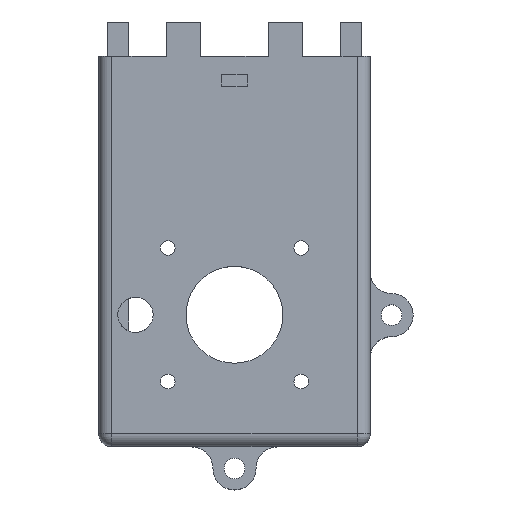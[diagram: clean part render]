
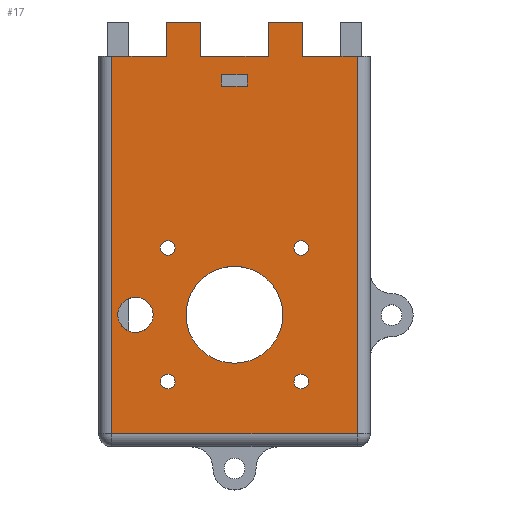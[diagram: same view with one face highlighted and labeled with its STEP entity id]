
A CAD part, top view. The second image highlights one B-rep face of the part: STEP entity #17.
In plain terms, the highlighted planar face has unit normal (0, 0, 1).
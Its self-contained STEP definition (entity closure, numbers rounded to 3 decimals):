
#17 = ADVANCED_FACE('',(#18,#116,#127,#138,#149,#160,#171,#205),#216,.T.
  );
#18 = FACE_BOUND('',#19,.F.);
#19 = EDGE_LOOP('',(#20,#30,#38,#46,#54,#62,#70,#78,#86,#94,#102,#110));
#20 = ORIENTED_EDGE('',*,*,#21,.T.);
#21 = EDGE_CURVE('',#22,#24,#26,.T.);
#22 = VERTEX_POINT('',#23);
#23 = CARTESIAN_POINT('',(-151.1,0.,51.85));
#24 = VERTEX_POINT('',#25);
#25 = CARTESIAN_POINT('',(-138.4,0.,51.85));
#26 = LINE('',#27,#28);
#27 = CARTESIAN_POINT('',(-151.15,0.,51.85));
#28 = VECTOR('',#29,1.);
#29 = DIRECTION('',(1.,0.,0.));
#30 = ORIENTED_EDGE('',*,*,#31,.T.);
#31 = EDGE_CURVE('',#24,#32,#34,.T.);
#32 = VERTEX_POINT('',#33);
#33 = CARTESIAN_POINT('',(-138.4,-87.6,51.85));
#34 = LINE('',#35,#36);
#35 = CARTESIAN_POINT('',(-138.4,0.,51.85));
#36 = VECTOR('',#37,1.);
#37 = DIRECTION('',(-0.,-1.,0.));
#38 = ORIENTED_EDGE('',*,*,#39,.T.);
#39 = EDGE_CURVE('',#32,#40,#42,.T.);
#40 = VERTEX_POINT('',#41);
#41 = CARTESIAN_POINT('',(-195.4,-87.6,51.85));
#42 = LINE('',#43,#44);
#43 = CARTESIAN_POINT('',(-135.4,-87.6,51.85));
#44 = VECTOR('',#45,1.);
#45 = DIRECTION('',(-1.,-0.,-0.));
#46 = ORIENTED_EDGE('',*,*,#47,.F.);
#47 = EDGE_CURVE('',#48,#40,#50,.T.);
#48 = VERTEX_POINT('',#49);
#49 = CARTESIAN_POINT('',(-195.4,0.,51.85));
#50 = LINE('',#51,#52);
#51 = CARTESIAN_POINT('',(-195.4,0.,51.85));
#52 = VECTOR('',#53,1.);
#53 = DIRECTION('',(-0.,-1.,0.));
#54 = ORIENTED_EDGE('',*,*,#55,.T.);
#55 = EDGE_CURVE('',#48,#56,#58,.T.);
#56 = VERTEX_POINT('',#57);
#57 = CARTESIAN_POINT('',(-182.7,0.,51.85));
#58 = LINE('',#59,#60);
#59 = CARTESIAN_POINT('',(-151.15,0.,51.85));
#60 = VECTOR('',#61,1.);
#61 = DIRECTION('',(1.,0.,0.));
#62 = ORIENTED_EDGE('',*,*,#63,.T.);
#63 = EDGE_CURVE('',#56,#64,#66,.T.);
#64 = VERTEX_POINT('',#65);
#65 = CARTESIAN_POINT('',(-182.7,8.,51.85));
#66 = LINE('',#67,#68);
#67 = CARTESIAN_POINT('',(-182.7,4.,51.85));
#68 = VECTOR('',#69,1.);
#69 = DIRECTION('',(0.,1.,0.));
#70 = ORIENTED_EDGE('',*,*,#71,.F.);
#71 = EDGE_CURVE('',#72,#64,#74,.T.);
#72 = VERTEX_POINT('',#73);
#73 = CARTESIAN_POINT('',(-174.7,8.,51.85));
#74 = LINE('',#75,#76);
#75 = CARTESIAN_POINT('',(-135.4,8.,51.85));
#76 = VECTOR('',#77,1.);
#77 = DIRECTION('',(-1.,-0.,-0.));
#78 = ORIENTED_EDGE('',*,*,#79,.T.);
#79 = EDGE_CURVE('',#72,#80,#82,.T.);
#80 = VERTEX_POINT('',#81);
#81 = CARTESIAN_POINT('',(-174.7,0.,51.85));
#82 = LINE('',#83,#84);
#83 = CARTESIAN_POINT('',(-174.7,4.,51.85));
#84 = VECTOR('',#85,1.);
#85 = DIRECTION('',(-0.,-1.,0.));
#86 = ORIENTED_EDGE('',*,*,#87,.T.);
#87 = EDGE_CURVE('',#80,#88,#90,.T.);
#88 = VERTEX_POINT('',#89);
#89 = CARTESIAN_POINT('',(-159.1,0.,51.85));
#90 = LINE('',#91,#92);
#91 = CARTESIAN_POINT('',(-151.15,0.,51.85));
#92 = VECTOR('',#93,1.);
#93 = DIRECTION('',(1.,0.,0.));
#94 = ORIENTED_EDGE('',*,*,#95,.T.);
#95 = EDGE_CURVE('',#88,#96,#98,.T.);
#96 = VERTEX_POINT('',#97);
#97 = CARTESIAN_POINT('',(-159.1,8.,51.85));
#98 = LINE('',#99,#100);
#99 = CARTESIAN_POINT('',(-159.1,4.,51.85));
#100 = VECTOR('',#101,1.);
#101 = DIRECTION('',(0.,1.,0.));
#102 = ORIENTED_EDGE('',*,*,#103,.F.);
#103 = EDGE_CURVE('',#104,#96,#106,.T.);
#104 = VERTEX_POINT('',#105);
#105 = CARTESIAN_POINT('',(-151.1,8.,51.85));
#106 = LINE('',#107,#108);
#107 = CARTESIAN_POINT('',(-135.4,8.,51.85));
#108 = VECTOR('',#109,1.);
#109 = DIRECTION('',(-1.,-0.,-0.));
#110 = ORIENTED_EDGE('',*,*,#111,.T.);
#111 = EDGE_CURVE('',#104,#22,#112,.T.);
#112 = LINE('',#113,#114);
#113 = CARTESIAN_POINT('',(-151.1,4.,51.85));
#114 = VECTOR('',#115,1.);
#115 = DIRECTION('',(-0.,-1.,0.));
#116 = FACE_BOUND('',#117,.F.);
#117 = EDGE_LOOP('',(#118));
#118 = ORIENTED_EDGE('',*,*,#119,.F.);
#119 = EDGE_CURVE('',#120,#120,#122,.T.);
#120 = VERTEX_POINT('',#121);
#121 = CARTESIAN_POINT('',(-153.1,-44.5,51.85));
#122 = CIRCLE('',#123,1.7);
#123 = AXIS2_PLACEMENT_3D('',#124,#125,#126);
#124 = CARTESIAN_POINT('',(-151.4,-44.5,51.85));
#125 = DIRECTION('',(0.,0.,-1.));
#126 = DIRECTION('',(-1.,0.,0.));
#127 = FACE_BOUND('',#128,.F.);
#128 = EDGE_LOOP('',(#129));
#129 = ORIENTED_EDGE('',*,*,#130,.F.);
#130 = EDGE_CURVE('',#131,#131,#133,.T.);
#131 = VERTEX_POINT('',#132);
#132 = CARTESIAN_POINT('',(-153.1,-75.5,51.85));
#133 = CIRCLE('',#134,1.7);
#134 = AXIS2_PLACEMENT_3D('',#135,#136,#137);
#135 = CARTESIAN_POINT('',(-151.4,-75.5,51.85));
#136 = DIRECTION('',(0.,0.,-1.));
#137 = DIRECTION('',(-1.,0.,0.));
#138 = FACE_BOUND('',#139,.F.);
#139 = EDGE_LOOP('',(#140));
#140 = ORIENTED_EDGE('',*,*,#141,.F.);
#141 = EDGE_CURVE('',#142,#142,#144,.T.);
#142 = VERTEX_POINT('',#143);
#143 = CARTESIAN_POINT('',(-178.15,-60.,51.85));
#144 = CIRCLE('',#145,11.25);
#145 = AXIS2_PLACEMENT_3D('',#146,#147,#148);
#146 = CARTESIAN_POINT('',(-166.9,-60.,51.85));
#147 = DIRECTION('',(0.,0.,-1.));
#148 = DIRECTION('',(-1.,0.,0.));
#149 = FACE_BOUND('',#150,.F.);
#150 = EDGE_LOOP('',(#151));
#151 = ORIENTED_EDGE('',*,*,#152,.F.);
#152 = EDGE_CURVE('',#153,#153,#155,.T.);
#153 = VERTEX_POINT('',#154);
#154 = CARTESIAN_POINT('',(-184.1,-75.5,51.85));
#155 = CIRCLE('',#156,1.7);
#156 = AXIS2_PLACEMENT_3D('',#157,#158,#159);
#157 = CARTESIAN_POINT('',(-182.4,-75.5,51.85));
#158 = DIRECTION('',(0.,0.,-1.));
#159 = DIRECTION('',(-1.,0.,0.));
#160 = FACE_BOUND('',#161,.F.);
#161 = EDGE_LOOP('',(#162));
#162 = ORIENTED_EDGE('',*,*,#163,.F.);
#163 = EDGE_CURVE('',#164,#164,#166,.T.);
#164 = VERTEX_POINT('',#165);
#165 = CARTESIAN_POINT('',(-184.1,-44.5,51.85));
#166 = CIRCLE('',#167,1.7);
#167 = AXIS2_PLACEMENT_3D('',#168,#169,#170);
#168 = CARTESIAN_POINT('',(-182.4,-44.5,51.85));
#169 = DIRECTION('',(0.,0.,-1.));
#170 = DIRECTION('',(-1.,0.,0.));
#171 = FACE_BOUND('',#172,.F.);
#172 = EDGE_LOOP('',(#173,#183,#191,#199));
#173 = ORIENTED_EDGE('',*,*,#174,.T.);
#174 = EDGE_CURVE('',#175,#177,#179,.T.);
#175 = VERTEX_POINT('',#176);
#176 = CARTESIAN_POINT('',(-169.85,-4.2,51.85));
#177 = VERTEX_POINT('',#178);
#178 = CARTESIAN_POINT('',(-169.85,-6.9,51.85));
#179 = LINE('',#180,#181);
#180 = CARTESIAN_POINT('',(-169.85,-4.2,51.85));
#181 = VECTOR('',#182,1.);
#182 = DIRECTION('',(0.,-1.,0.));
#183 = ORIENTED_EDGE('',*,*,#184,.T.);
#184 = EDGE_CURVE('',#177,#185,#187,.T.);
#185 = VERTEX_POINT('',#186);
#186 = CARTESIAN_POINT('',(-163.95,-6.9,51.85));
#187 = LINE('',#188,#189);
#188 = CARTESIAN_POINT('',(-169.85,-6.9,51.85));
#189 = VECTOR('',#190,1.);
#190 = DIRECTION('',(1.,-0.,0.));
#191 = ORIENTED_EDGE('',*,*,#192,.T.);
#192 = EDGE_CURVE('',#185,#193,#195,.T.);
#193 = VERTEX_POINT('',#194);
#194 = CARTESIAN_POINT('',(-163.95,-4.2,51.85));
#195 = LINE('',#196,#197);
#196 = CARTESIAN_POINT('',(-163.95,-6.9,51.85));
#197 = VECTOR('',#198,1.);
#198 = DIRECTION('',(0.,1.,0.));
#199 = ORIENTED_EDGE('',*,*,#200,.T.);
#200 = EDGE_CURVE('',#193,#175,#201,.T.);
#201 = LINE('',#202,#203);
#202 = CARTESIAN_POINT('',(-163.95,-4.2,51.85));
#203 = VECTOR('',#204,1.);
#204 = DIRECTION('',(-1.,0.,0.));
#205 = FACE_BOUND('',#206,.F.);
#206 = EDGE_LOOP('',(#207));
#207 = ORIENTED_EDGE('',*,*,#208,.F.);
#208 = EDGE_CURVE('',#209,#209,#211,.T.);
#209 = VERTEX_POINT('',#210);
#210 = CARTESIAN_POINT('',(-194.,-60.,51.85));
#211 = CIRCLE('',#212,4.1);
#212 = AXIS2_PLACEMENT_3D('',#213,#214,#215);
#213 = CARTESIAN_POINT('',(-189.9,-60.,51.85));
#214 = DIRECTION('',(0.,0.,-1.));
#215 = DIRECTION('',(-1.,0.,0.));
#216 = PLANE('',#217);
#217 = AXIS2_PLACEMENT_3D('',#218,#219,#220);
#218 = CARTESIAN_POINT('',(-135.4,8.,51.85));
#219 = DIRECTION('',(0.,0.,1.));
#220 = DIRECTION('',(1.,0.,0.));
